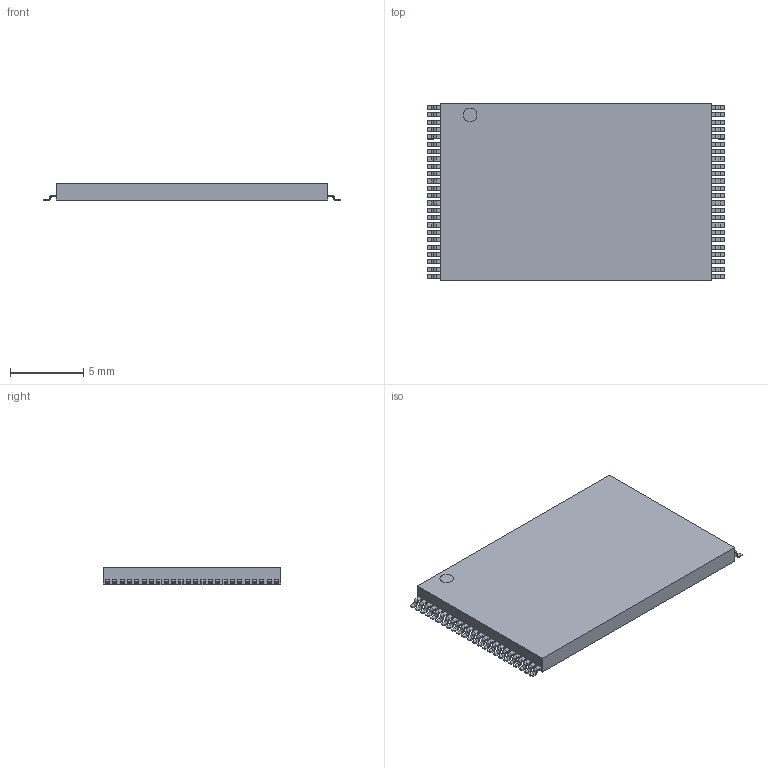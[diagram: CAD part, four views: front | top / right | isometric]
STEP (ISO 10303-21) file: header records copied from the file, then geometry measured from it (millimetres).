
FILE_DESCRIPTION(('STEP AP214'),'1');
FILE_NAME('TSOP-48_TSOP1','2024-01-30T03:25:04',(''),(''),'','','');
FILE_SCHEMA(('AUTOMOTIVE_DESIGN'));
Length unit declared in the file: millimetre
Products named in the file (1): product
Bounding box: 20.19 x 12.09 x 1.2 mm (x, y, z)
Volume: 256.8 mm3; surface area: 556.6 mm2
Topology: 50 solids, 50 shells, 681 faces, 1743 edges, 1162 vertices
Faces by surface type: plane 488, cylinder 193
Full cylindrical faces by diameter (mm): 0.925 x1
Entity records: 19765 total; most frequent: DIRECTION 3494, ORIENTED_EDGE 3484, CARTESIAN_POINT 2039, EDGE_CURVE 1742, LINE 1356, VECTOR 1356, VERTEX_POINT 1162, AXIS2_PLACEMENT_3D 1069
